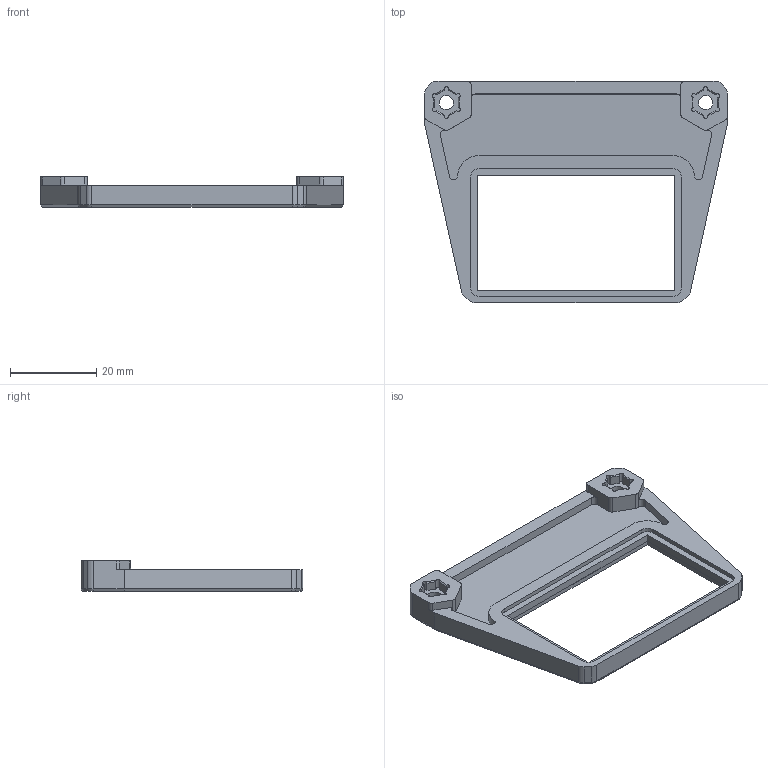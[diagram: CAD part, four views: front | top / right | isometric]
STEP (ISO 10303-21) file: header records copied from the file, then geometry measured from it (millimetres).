
FILE_DESCRIPTION(/* description */ (''),/* implementation_level */ '2;1');
FILE_NAME(/* name */ 'thermometer_bracket-R1.stp',/* time_stamp */ '2023-07-03T10:58:35+02:00',/* author */ ('borek.rajtora'),/* organization */ (''),/* preprocessor_version */ 'ST-DEVELOPER v19',/* originating_system */ 'Autodesk Inventor 2023',/* authorisation */ '');
FILE_SCHEMA (('AUTOMOTIVE_DESIGN { 1 0 10303 214 3 1 1 }'));
Length unit declared in the file: millimetre
Products named in the file (1): thermometer_bracket
Bounding box: 70 x 51.35 x 7 mm (x, y, z)
Volume: 7954.6 mm3; surface area: 6362.6 mm2
Topology: 1 solids, 1 shells, 162 faces, 434 edges, 280 vertices
Faces by surface type: plane 103, cylinder 42, bspline 9, cone 8
Full cylindrical faces by diameter (mm): 3.3 x2
Entity records: 5139 total; most frequent: CARTESIAN_POINT 994, ORIENTED_EDGE 868, DIRECTION 840, EDGE_CURVE 434, LINE 300, VECTOR 300, VERTEX_POINT 280, AXIS2_PLACEMENT_3D 270
